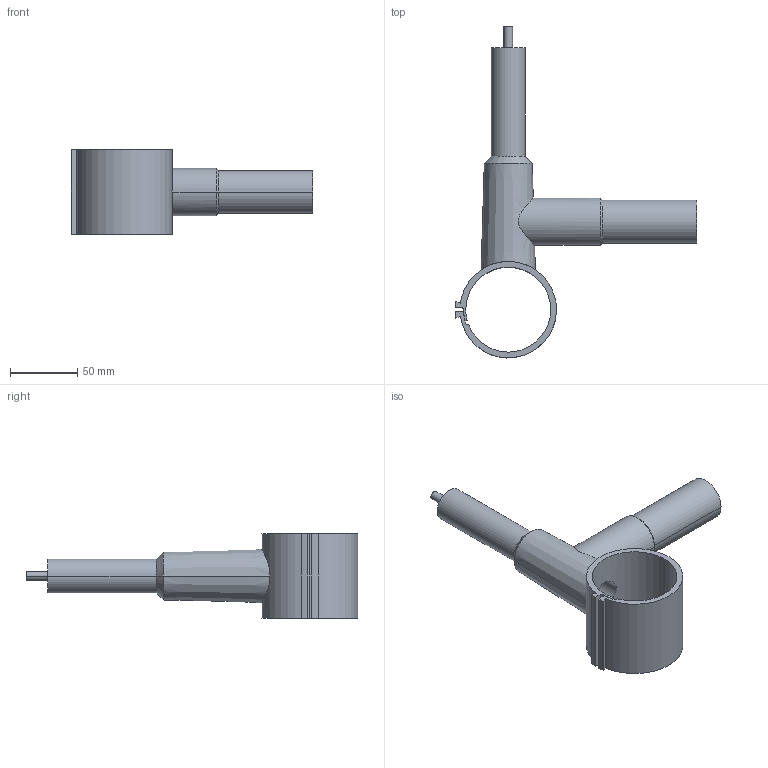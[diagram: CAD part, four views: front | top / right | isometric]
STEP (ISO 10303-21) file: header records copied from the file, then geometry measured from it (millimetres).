
FILE_DESCRIPTION( ( '' ), '1' );
FILE_NAME( 'AGRU_70079634011_PE_100-RC_schwarz_Druckanbohrventil_63_40_SDR11_ISO_S-5_05.stp', '2017-12-12T10:33:15', ( '' ), ( '' ), ' ', ' ', ' ' );
FILE_SCHEMA( ( 'automotive_design' ) );
Length unit declared in the file: millimetre
Products named in the file (1): 1
Bounding box: 179.47 x 246.24 x 63 mm (x, y, z)
Volume: 170813.8 mm3; surface area: 79658.6 mm2
Topology: 1 solids, 1 shells, 43 faces, 106 edges, 67 vertices
Faces by surface type: cylinder 23, plane 14, cone 6
Entity records: 2910 total; most frequent: CARTESIAN_POINT 636, DIRECTION 227, STYLED_ITEM 217, PRESENTATION_STYLE_ASSIGNMENT 217, COLOUR_RGB 217, ORIENTED_EDGE 212, EDGE_CURVE 106, CURVE_STYLE 106
